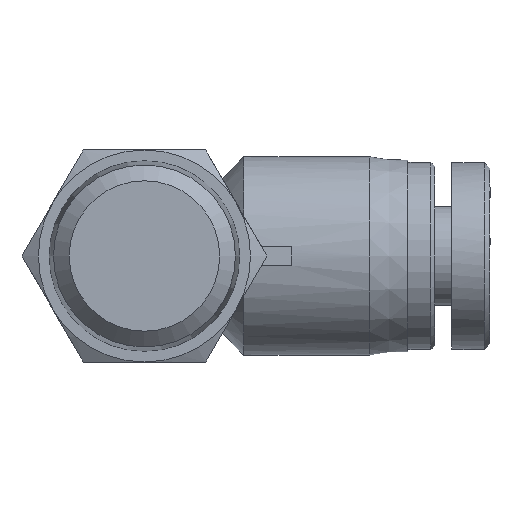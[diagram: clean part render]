
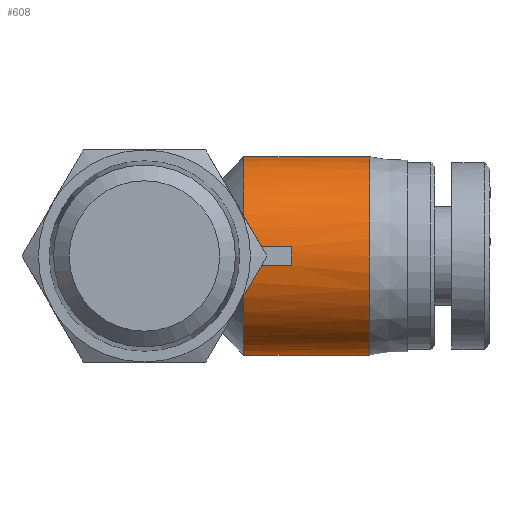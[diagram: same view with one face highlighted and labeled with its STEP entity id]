
A CAD part, front view. The second image highlights one B-rep face of the part: STEP entity #608.
In plain terms, the highlighted cylindrical face has radius 5.2 mm (diameter 10.4 mm), a full revolution.
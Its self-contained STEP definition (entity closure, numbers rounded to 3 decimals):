
#149=CARTESIAN_POINT('',(7.7,-5.176,0.5));
#150=VERTEX_POINT('',#149);
#151=CARTESIAN_POINT('',(7.7,-5.2,0.0));
#152=VERTEX_POINT('',#151);
#153=CARTESIAN_POINT('',(7.7,0.,0.0));
#154=DIRECTION('',(1.0,0.0,0.0));
#155=DIRECTION('',(0.0,1.0,0.0));
#156=AXIS2_PLACEMENT_3D('',#153,#154,#155);
#157=CIRCLE('',#156,5.2);
#158=EDGE_CURVE('',#150,#152,#157,.T.);
#182=CARTESIAN_POINT('',(7.7,-5.176,-0.5));
#183=VERTEX_POINT('',#182);
#184=CARTESIAN_POINT('',(7.7,0.,0.0));
#185=DIRECTION('',(1.0,0.0,0.0));
#186=DIRECTION('',(0.0,1.0,0.0));
#187=AXIS2_PLACEMENT_3D('',#184,#185,#186);
#188=CIRCLE('',#187,5.2);
#189=EDGE_CURVE('',#152,#183,#188,.T.);
#213=CARTESIAN_POINT('',(5.2,-5.176,0.5));
#214=VERTEX_POINT('',#213);
#215=CARTESIAN_POINT('',(5.2,-5.176,0.5));
#216=DIRECTION('',(1.0,0.0,0.0));
#217=VECTOR('',#216,2.5);
#218=LINE('',#215,#217);
#219=EDGE_CURVE('',#214,#150,#218,.T.);
#322=CARTESIAN_POINT('',(5.2,-5.176,-0.5));
#323=VERTEX_POINT('',#322);
#324=CARTESIAN_POINT('',(7.7,-5.176,-0.5));
#325=DIRECTION('',(-1.0,0.0,0.0));
#326=VECTOR('',#325,2.5);
#327=LINE('',#324,#326);
#328=EDGE_CURVE('',#183,#323,#327,.T.);
#575=CARTESIAN_POINT('',(5.2,0.,0.0));
#576=DIRECTION('',(1.0,0.0,0.0));
#577=DIRECTION('',(0.0,1.0,0.0));
#578=AXIS2_PLACEMENT_3D('',#575,#576,#577);
#579=CIRCLE('',#578,5.2);
#580=EDGE_CURVE('',#323,#214,#579,.T.);
#585=CARTESIAN_POINT('',(8.5,0.,0.0));
#586=DIRECTION('',(1.0,0.,0.0));
#587=DIRECTION('',(0.0,1.0,0.0));
#588=AXIS2_PLACEMENT_3D('',#585,#586,#587);
#589=CYLINDRICAL_SURFACE('',#588,5.2);
#590=ORIENTED_EDGE('',*,*,#328,.T.);
#591=ORIENTED_EDGE('',*,*,#580,.T.);
#592=ORIENTED_EDGE('',*,*,#219,.T.);
#593=ORIENTED_EDGE('',*,*,#158,.T.);
#594=ORIENTED_EDGE('',*,*,#189,.T.);
#595=EDGE_LOOP('',(#590,#591,#592,#593,#594));
#596=FACE_OUTER_BOUND('',#595,.T.);
#597=CARTESIAN_POINT('',(11.8,5.2,0.0));
#598=VERTEX_POINT('',#597);
#599=CARTESIAN_POINT('',(11.8,0.,0.0));
#600=DIRECTION('',(1.0,0.0,0.0));
#601=DIRECTION('',(0.0,1.0,0.0));
#602=AXIS2_PLACEMENT_3D('',#599,#600,#601);
#603=CIRCLE('',#602,5.2);
#604=EDGE_CURVE('',#598,#598,#603,.T.);
#605=ORIENTED_EDGE('',*,*,#604,.F.);
#606=EDGE_LOOP('',(#605));
#607=FACE_BOUND('',#606,.T.);
#608=ADVANCED_FACE('',(#596,#607),#589,.T.);
